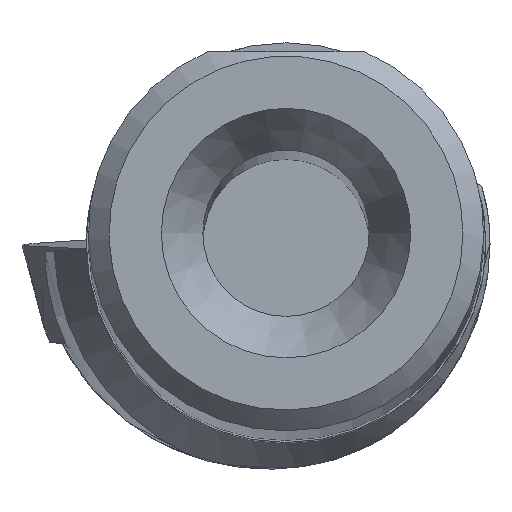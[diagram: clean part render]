
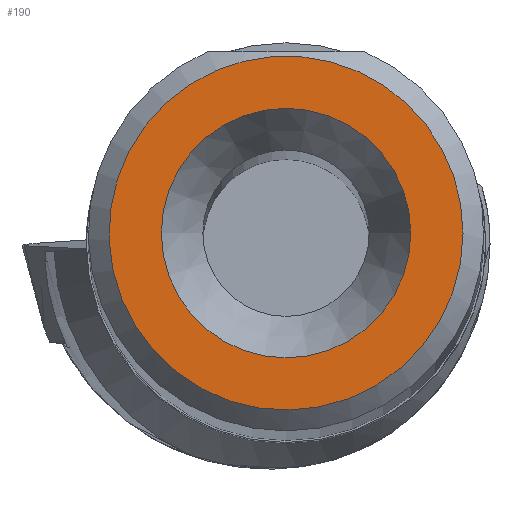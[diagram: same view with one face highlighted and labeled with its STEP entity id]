
A CAD part, top view. The second image highlights one B-rep face of the part: STEP entity #190.
In plain terms, the highlighted planar face has unit normal (0, 0, 1).
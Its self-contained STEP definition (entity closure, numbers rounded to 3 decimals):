
#190=ADVANCED_FACE('',(#379,#380),#225,.T.);
#225=PLANE('',#975);
#379=FACE_BOUND('',#419,.T.);
#380=FACE_BOUND('',#420,.T.);
#419=EDGE_LOOP('',(#537));
#420=EDGE_LOOP('',(#538));
#537=ORIENTED_EDGE('',*,*,#794,.F.);
#538=ORIENTED_EDGE('',*,*,#792,.T.);
#708=VERTEX_POINT('',#1438);
#709=VERTEX_POINT('',#1447);
#792=EDGE_CURVE('',#708,#708,#857,.T.);
#794=EDGE_CURVE('',#709,#709,#858,.T.);
#857=CIRCLE('',#972,4.256);
#858=CIRCLE('',#974,3.);
#972=AXIS2_PLACEMENT_3D('',#1437,#1129,#1130);
#974=AXIS2_PLACEMENT_3D('',#1446,#1133,#1134);
#975=AXIS2_PLACEMENT_3D('',#1448,#1135,#1136);
#1129=DIRECTION('',(0.,0.,1.));
#1130=DIRECTION('',(1.,0.,0.));
#1133=DIRECTION('',(0.,0.,1.));
#1134=DIRECTION('',(1.,0.,0.));
#1135=DIRECTION('',(0.,0.,1.));
#1136=DIRECTION('',(1.,0.,0.));
#1437=CARTESIAN_POINT('',(0.,0.,0.));
#1438=CARTESIAN_POINT('',(4.256,0.,0.));
#1446=CARTESIAN_POINT('',(0.,0.,0.));
#1447=CARTESIAN_POINT('',(3.,0.,0.));
#1448=CARTESIAN_POINT('',(0.,0.,0.));
